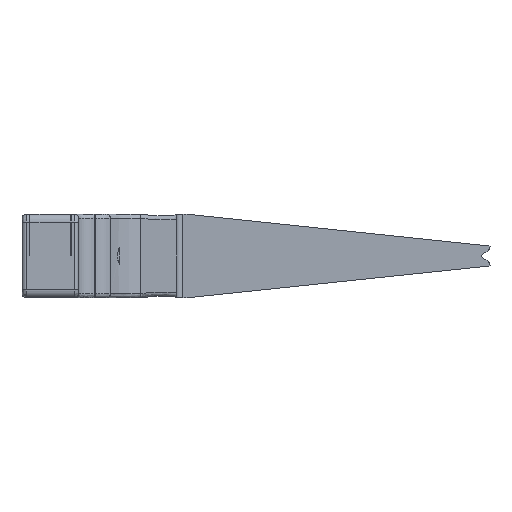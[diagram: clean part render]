
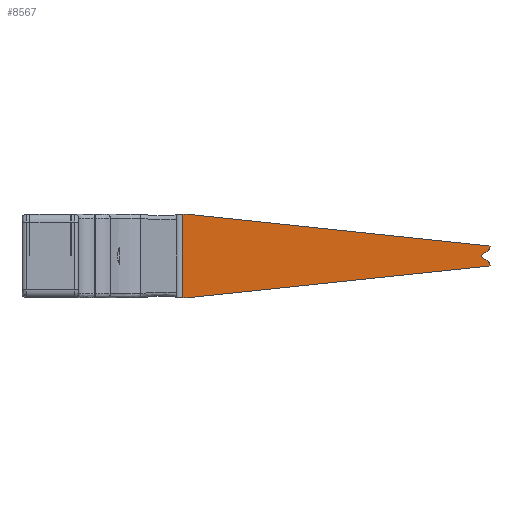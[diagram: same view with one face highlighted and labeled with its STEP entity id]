
A CAD part, left-side view. The second image highlights one B-rep face of the part: STEP entity #8567.
In plain terms, the highlighted planar face has unit normal (-1, 0, 0).
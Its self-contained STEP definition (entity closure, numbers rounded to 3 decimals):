
#394 = DIRECTION ( 'NONE',  ( 0., 0.105, 0.995 ) ) ;
#489 = VERTEX_POINT ( 'NONE', #7133 ) ;
#536 = CARTESIAN_POINT ( 'NONE',  ( -5.344, -18.524, -2.076 ) ) ;
#619 = EDGE_CURVE ( 'NONE', #7985, #6824, #6608, .T. ) ;
#718 = EDGE_CURVE ( 'NONE', #4878, #6531, #5836, .T. ) ;
#896 = ORIENTED_EDGE ( 'NONE', *, *, #4379, .F. ) ;
#1004 = LINE ( 'NONE', #10577, #1028 ) ;
#1028 = VECTOR ( 'NONE', #2850, 1000. ) ;
#1319 = EDGE_CURVE ( 'NONE', #5600, #4878, #2162, .T. ) ;
#1357 = AXIS2_PLACEMENT_3D ( 'NONE', #7746, #7727, #7706 ) ;
#1407 = CARTESIAN_POINT ( 'NONE',  ( -5.344, -18.357, -0.568 ) ) ;
#1429 = EDGE_CURVE ( 'NONE', #489, #5319, #1004, .T. ) ;
#1450 = DIRECTION ( 'NONE',  ( 0., -0.791, -0.611 ) ) ;
#1496 = CARTESIAN_POINT ( 'NONE',  ( -5.344, -17.69, -1.158 ) ) ;
#1528 = CARTESIAN_POINT ( 'NONE',  ( -5.344, 10.443, -7.12 ) ) ;
#1684 = CARTESIAN_POINT ( 'NONE',  ( -5.344, 10.443, -5.12 ) ) ;
#1718 = EDGE_CURVE ( 'NONE', #12687, #9572, #11698, .T. ) ;
#2018 = VECTOR ( 'NONE', #1450, 1000. ) ;
#2162 = LINE ( 'NONE', #1496, #2018 ) ;
#2599 = DIRECTION ( 'NONE',  ( 0., -1., 0. ) ) ;
#2850 = DIRECTION ( 'NONE',  ( 0., -0.995, -0.105 ) ) ;
#3067 = ORIENTED_EDGE ( 'NONE', *, *, #8206, .F. ) ;
#3071 = DIRECTION ( 'NONE',  ( 0., 0.791, -0.611 ) ) ;
#3293 = ORIENTED_EDGE ( 'NONE', *, *, #1429, .F. ) ;
#3337 = EDGE_CURVE ( 'NONE', #4076, #6531, #6084, .T. ) ;
#3338 = FACE_OUTER_BOUND ( 'NONE', #4108, .T. ) ;
#3545 = ORIENTED_EDGE ( 'NONE', *, *, #1718, .F. ) ;
#3577 = CARTESIAN_POINT ( 'NONE',  ( -5.344, 10.443, -7.12 ) ) ;
#3731 = ORIENTED_EDGE ( 'NONE', *, *, #619, .T. ) ;
#3769 = CARTESIAN_POINT ( 'NONE',  ( -5.344, 10.967, 2.866 ) ) ;
#3770 = AXIS2_PLACEMENT_3D ( 'NONE', #11198, #5003, #12259 ) ;
#3906 = CIRCLE ( 'NONE', #11625, 10. ) ;
#3929 = ORIENTED_EDGE ( 'NONE', *, *, #8537, .T. ) ;
#4076 = VERTEX_POINT ( 'NONE', #4675 ) ;
#4108 = EDGE_LOOP ( 'NONE', ( #3293, #3929, #3731, #12025, #13084, #8600, #12488, #6418, #9182, #896, #3067, #3545, #13108 ) ) ;
#4178 = VERTEX_POINT ( 'NONE', #1684 ) ;
#4217 = CARTESIAN_POINT ( 'NONE',  ( -5.344, -18.524, -2.076 ) ) ;
#4379 = EDGE_CURVE ( 'NONE', #13345, #9237, #11595, .T. ) ;
#4580 = DIRECTION ( 'NONE',  ( 0., -1., 0. ) ) ;
#4583 = CARTESIAN_POINT ( 'NONE',  ( -5.344, -18.51, -0.293 ) ) ;
#4621 = PLANE ( 'NONE',  #7896 ) ;
#4675 = CARTESIAN_POINT ( 'NONE',  ( -5.344, -18.524, -2.076 ) ) ;
#4699 = VECTOR ( 'NONE', #7082, 1000. ) ;
#4799 = CARTESIAN_POINT ( 'NONE',  ( -5.344, -17.664, -0.909 ) ) ;
#4878 = VERTEX_POINT ( 'NONE', #5166 ) ;
#5003 = DIRECTION ( 'NONE',  ( -1., 0., 0. ) ) ;
#5166 = CARTESIAN_POINT ( 'NONE',  ( -5.344, -18.357, -1.673 ) ) ;
#5319 = VERTEX_POINT ( 'NONE', #8917 ) ;
#5600 = VERTEX_POINT ( 'NONE', #9130 ) ;
#5800 = DIRECTION ( 'NONE',  ( 0., -0.105, 0.995 ) ) ;
#5812 = DIRECTION ( 'NONE',  ( 0., -0.105, -0.995 ) ) ;
#5836 = CIRCLE ( 'NONE', #8978, 0.4 ) ;
#5993 = CARTESIAN_POINT ( 'NONE',  ( -5.344, -17.69, -1.083 ) ) ;
#6043 = VECTOR ( 'NONE', #394, 1000. ) ;
#6084 = LINE ( 'NONE', #536, #6043 ) ;
#6122 = VECTOR ( 'NONE', #5812, 1000. ) ;
#6418 = ORIENTED_EDGE ( 'NONE', *, *, #1319, .F. ) ;
#6489 = CIRCLE ( 'NONE', #3770, 10. ) ;
#6531 = VERTEX_POINT ( 'NONE', #13412 ) ;
#6551 = EDGE_CURVE ( 'NONE', #4076, #4178, #13406, .T. ) ;
#6594 = VECTOR ( 'NONE', #11782, 1000. ) ;
#6608 = LINE ( 'NONE', #11981, #6594 ) ;
#6824 = VERTEX_POINT ( 'NONE', #9471 ) ;
#7082 = DIRECTION ( 'NONE',  ( 0., 0.105, -0.995 ) ) ;
#7133 = CARTESIAN_POINT ( 'NONE',  ( -5.344, 10.443, 2.88 ) ) ;
#7174 = CARTESIAN_POINT ( 'NONE',  ( -5.344, -17.69, -1.083 ) ) ;
#7235 = VECTOR ( 'NONE', #3071, 1000. ) ;
#7556 = LINE ( 'NONE', #7174, #7235 ) ;
#7706 = DIRECTION ( 'NONE',  ( 0., -1., 0. ) ) ;
#7727 = DIRECTION ( 'NONE',  ( 1., 0., 0. ) ) ;
#7746 = CARTESIAN_POINT ( 'NONE',  ( -5.344, -18.112, -0.251 ) ) ;
#7896 = AXIS2_PLACEMENT_3D ( 'NONE', #1528, #8776, #2599 ) ;
#7985 = VERTEX_POINT ( 'NONE', #3769 ) ;
#7997 = EDGE_CURVE ( 'NONE', #12687, #5319, #10627, .T. ) ;
#8206 = EDGE_CURVE ( 'NONE', #9572, #13345, #7556, .T. ) ;
#8537 = EDGE_CURVE ( 'NONE', #489, #7985, #3906, .T. ) ;
#8567 = ADVANCED_FACE ( 'NONE', ( #3338 ), #4621, .T. ) ;
#8600 = ORIENTED_EDGE ( 'NONE', *, *, #3337, .T. ) ;
#8776 = DIRECTION ( 'NONE',  ( -1., 0., 0. ) ) ;
#8917 = CARTESIAN_POINT ( 'NONE',  ( -5.344, -18.524, -0.165 ) ) ;
#8978 = AXIS2_PLACEMENT_3D ( 'NONE', #10177, #10154, #10137 ) ;
#9130 = CARTESIAN_POINT ( 'NONE',  ( -5.344, -17.69, -1.158 ) ) ;
#9182 = ORIENTED_EDGE ( 'NONE', *, *, #11591, .F. ) ;
#9237 = VERTEX_POINT ( 'NONE', #10082 ) ;
#9370 = DIRECTION ( 'NONE',  ( 0., 0.995, -0.105 ) ) ;
#9471 = CARTESIAN_POINT ( 'NONE',  ( -5.344, 10.967, -5.107 ) ) ;
#9572 = VERTEX_POINT ( 'NONE', #1407 ) ;
#10082 = CARTESIAN_POINT ( 'NONE',  ( -5.344, -17.686, -1.12 ) ) ;
#10137 = DIRECTION ( 'NONE',  ( 0., 1., 0. ) ) ;
#10154 = DIRECTION ( 'NONE',  ( 1., 0., 0. ) ) ;
#10177 = CARTESIAN_POINT ( 'NONE',  ( -5.344, -18.112, -1.989 ) ) ;
#10577 = CARTESIAN_POINT ( 'NONE',  ( -5.344, -18.524, -0.165 ) ) ;
#10595 = VECTOR ( 'NONE', #5800, 1000. ) ;
#10627 = LINE ( 'NONE', #10925, #10595 ) ;
#10780 = DIRECTION ( 'NONE',  ( -1., 0., 0. ) ) ;
#10925 = CARTESIAN_POINT ( 'NONE',  ( -5.344, -18.51, -0.293 ) ) ;
#11043 = EDGE_CURVE ( 'NONE', #6824, #4178, #6489, .T. ) ;
#11198 = CARTESIAN_POINT ( 'NONE',  ( -5.344, 10.443, 4.88 ) ) ;
#11591 = EDGE_CURVE ( 'NONE', #9237, #5600, #12037, .T. ) ;
#11595 = LINE ( 'NONE', #12262, #4699 ) ;
#11625 = AXIS2_PLACEMENT_3D ( 'NONE', #3577, #10780, #4580 ) ;
#11698 = CIRCLE ( 'NONE', #1357, 0.4 ) ;
#11782 = DIRECTION ( 'NONE',  ( 0., 0., -1. ) ) ;
#11981 = CARTESIAN_POINT ( 'NONE',  ( -5.344, 10.967, -7.12 ) ) ;
#12025 = ORIENTED_EDGE ( 'NONE', *, *, #11043, .T. ) ;
#12037 = LINE ( 'NONE', #4799, #6122 ) ;
#12259 = DIRECTION ( 'NONE',  ( 0., 1., 0. ) ) ;
#12262 = CARTESIAN_POINT ( 'NONE',  ( -5.344, -17.664, -1.331 ) ) ;
#12488 = ORIENTED_EDGE ( 'NONE', *, *, #718, .F. ) ;
#12687 = VERTEX_POINT ( 'NONE', #4583 ) ;
#13084 = ORIENTED_EDGE ( 'NONE', *, *, #6551, .F. ) ;
#13108 = ORIENTED_EDGE ( 'NONE', *, *, #7997, .T. ) ;
#13244 = VECTOR ( 'NONE', #9370, 1000. ) ;
#13345 = VERTEX_POINT ( 'NONE', #5993 ) ;
#13406 = LINE ( 'NONE', #4217, #13244 ) ;
#13412 = CARTESIAN_POINT ( 'NONE',  ( -5.344, -18.51, -1.948 ) ) ;
